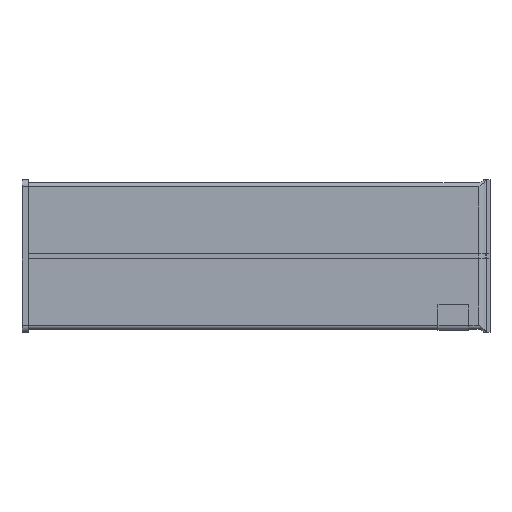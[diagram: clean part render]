
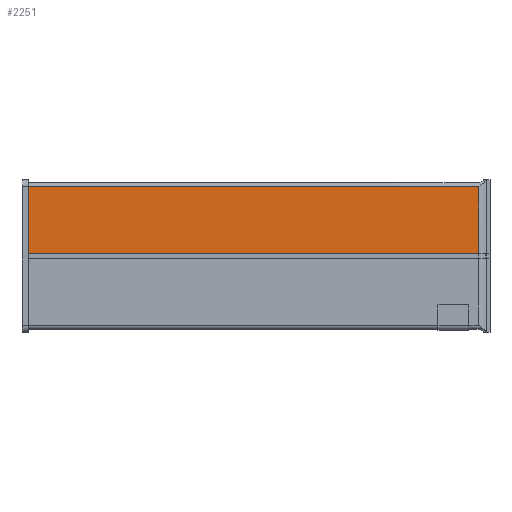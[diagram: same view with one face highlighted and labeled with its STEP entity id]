
A CAD part, top view. The second image highlights one B-rep face of the part: STEP entity #2251.
In plain terms, the highlighted planar face has unit normal (0, 0, 1).
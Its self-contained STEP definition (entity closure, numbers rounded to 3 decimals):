
#7 = DIRECTION ( 'NONE',  ( -1., 0., 0. ) ) ;
#95 = CARTESIAN_POINT ( 'NONE',  ( 1492.407, 7.5, 15. ) ) ;
#285 = LINE ( 'NONE', #1430, #2033 ) ;
#367 = ORIENTED_EDGE ( 'NONE', *, *, #2184, .T. ) ;
#539 = EDGE_LOOP ( 'NONE', ( #2394, #1286, #2840, #367 ) ) ;
#555 = CARTESIAN_POINT ( 'NONE',  ( 1505., 300., 15. ) ) ;
#606 = VERTEX_POINT ( 'NONE', #3048 ) ;
#622 = DIRECTION ( 'NONE',  ( 0., 1., 0. ) ) ;
#645 = VERTEX_POINT ( 'NONE', #3114 ) ;
#908 = CARTESIAN_POINT ( 'NONE',  ( 0., 7.5, 15. ) ) ;
#955 = CARTESIAN_POINT ( 'NONE',  ( 20., 7.5, 15. ) ) ;
#1196 = LINE ( 'NONE', #908, #3566 ) ;
#1286 = ORIENTED_EDGE ( 'NONE', *, *, #3458, .F. ) ;
#1430 = CARTESIAN_POINT ( 'NONE',  ( 1530.001, 226.5, 15. ) ) ;
#1572 = EDGE_CURVE ( 'NONE', #1991, #1639, #1727, .T. ) ;
#1639 = VERTEX_POINT ( 'NONE', #1788 ) ;
#1675 = VECTOR ( 'NONE', #3484, 1000. ) ;
#1727 = LINE ( 'NONE', #2532, #1971 ) ;
#1788 = CARTESIAN_POINT ( 'NONE',  ( 1492.407, 226.5, 15. ) ) ;
#1917 = AXIS2_PLACEMENT_3D ( 'NONE', #555, #2202, #2168 ) ;
#1937 = PLANE ( 'NONE',  #1917 ) ;
#1971 = VECTOR ( 'NONE', #622, 1000. ) ;
#1991 = VERTEX_POINT ( 'NONE', #95 ) ;
#2033 = VECTOR ( 'NONE', #7, 1000. ) ;
#2034 = DIRECTION ( 'NONE',  ( -1., 0., 0. ) ) ;
#2168 = DIRECTION ( 'NONE',  ( -1., 0., 0. ) ) ;
#2184 = EDGE_CURVE ( 'NONE', #1639, #606, #285, .T. ) ;
#2202 = DIRECTION ( 'NONE',  ( 0., 0., -1. ) ) ;
#2240 = FACE_OUTER_BOUND ( 'NONE', #539, .T. ) ;
#2251 = ADVANCED_FACE ( 'NONE', ( #2240 ), #1937, .F. ) ;
#2381 = LINE ( 'NONE', #955, #1675 ) ;
#2394 = ORIENTED_EDGE ( 'NONE', *, *, #2857, .F. ) ;
#2532 = CARTESIAN_POINT ( 'NONE',  ( 1492.407, 300., 15. ) ) ;
#2840 = ORIENTED_EDGE ( 'NONE', *, *, #1572, .T. ) ;
#2857 = EDGE_CURVE ( 'NONE', #645, #606, #2381, .T. ) ;
#3048 = CARTESIAN_POINT ( 'NONE',  ( 20., 226.5, 15. ) ) ;
#3114 = CARTESIAN_POINT ( 'NONE',  ( 20., 7.5, 15. ) ) ;
#3458 = EDGE_CURVE ( 'NONE', #1991, #645, #1196, .T. ) ;
#3484 = DIRECTION ( 'NONE',  ( 0., 1., 0. ) ) ;
#3566 = VECTOR ( 'NONE', #2034, 1000. ) ;
